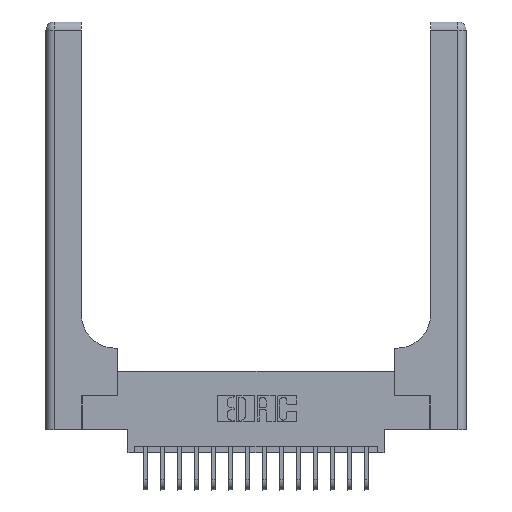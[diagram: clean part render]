
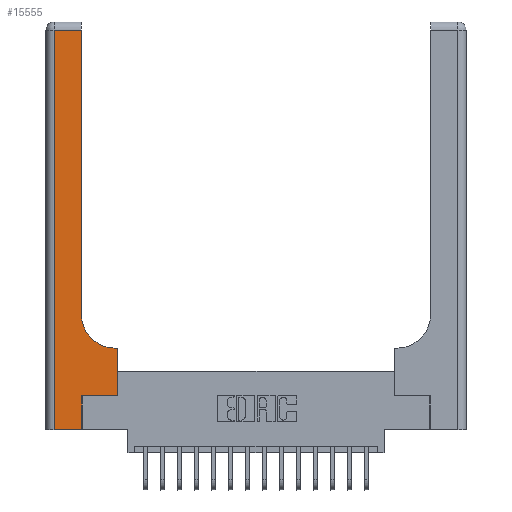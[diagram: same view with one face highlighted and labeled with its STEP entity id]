
A CAD part, top view. The second image highlights one B-rep face of the part: STEP entity #15555.
In plain terms, the highlighted planar face has unit normal (0, 0, 1).
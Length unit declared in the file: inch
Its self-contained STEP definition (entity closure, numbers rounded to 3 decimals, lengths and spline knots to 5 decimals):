
#14 = CARTESIAN_POINT ( 'NONE',  ( 0.26, 0.6, 0.37 ) ) ;
#88 = LINE ( 'NONE', #8236, #15186 ) ;
#173 = LINE ( 'NONE', #4438, #17013 ) ;
#630 = FACE_OUTER_BOUND ( 'NONE', #18178, .T. ) ;
#755 = ORIENTED_EDGE ( 'NONE', *, *, #17679, .T. ) ;
#1056 = ORIENTED_EDGE ( 'NONE', *, *, #16607, .T. ) ;
#1764 = VERTEX_POINT ( 'NONE', #12239 ) ;
#1861 = CARTESIAN_POINT ( 'NONE',  ( 0.528, 0.25, 0.37 ) ) ;
#1903 = ORIENTED_EDGE ( 'NONE', *, *, #2194, .T. ) ;
#2194 = EDGE_CURVE ( 'NONE', #5116, #5936, #88, .T. ) ;
#2336 = EDGE_CURVE ( 'NONE', #18250, #3858, #173, .T. ) ;
#2757 = CARTESIAN_POINT ( 'NONE',  ( 0.528, 0.6, 0.37 ) ) ;
#3154 = VECTOR ( 'NONE', #16944, 39.37008 ) ;
#3156 = VERTEX_POINT ( 'NONE', #17862 ) ;
#3320 = DIRECTION ( 'NONE',  ( 0., 0., -1. ) ) ;
#3323 = CARTESIAN_POINT ( 'NONE',  ( 0.26, 3., 0.37 ) ) ;
#3572 = DIRECTION ( 'NONE',  ( 0., 1., 0. ) ) ;
#3858 = VERTEX_POINT ( 'NONE', #5994 ) ;
#3943 = VERTEX_POINT ( 'NONE', #15691 ) ;
#3984 = CARTESIAN_POINT ( 'NONE',  ( 0., 2.94, 0.37 ) ) ;
#4079 = LINE ( 'NONE', #14, #7155 ) ;
#4371 = ORIENTED_EDGE ( 'NONE', *, *, #17735, .T. ) ;
#4438 = CARTESIAN_POINT ( 'NONE',  ( 0., 0., 0.37 ) ) ;
#4876 = VERTEX_POINT ( 'NONE', #2757 ) ;
#5116 = VERTEX_POINT ( 'NONE', #10360 ) ;
#5391 = AXIS2_PLACEMENT_3D ( 'NONE', #6281, #3320, #6454 ) ;
#5396 = DIRECTION ( 'NONE',  ( -1., 0., 0. ) ) ;
#5730 = DIRECTION ( 'NONE',  ( 1., 0., 0. ) ) ;
#5936 = VERTEX_POINT ( 'NONE', #1861 ) ;
#5994 = CARTESIAN_POINT ( 'NONE',  ( 0.265, 0., 0.37 ) ) ;
#6281 = CARTESIAN_POINT ( 'NONE',  ( 0., 3., 0.37 ) ) ;
#6454 = DIRECTION ( 'NONE',  ( -1., 0., 0. ) ) ;
#6751 = ORIENTED_EDGE ( 'NONE', *, *, #2336, .T. ) ;
#6986 = EDGE_CURVE ( 'NONE', #3858, #5116, #10699, .T. ) ;
#7043 = EDGE_CURVE ( 'NONE', #5936, #4876, #18095, .T. ) ;
#7155 = VECTOR ( 'NONE', #5396, 39.37008 ) ;
#7220 = CARTESIAN_POINT ( 'NONE',  ( 0.51, 0.85, 0.37 ) ) ;
#7402 = CARTESIAN_POINT ( 'NONE',  ( 0.26, 0.85, 0.37 ) ) ;
#7407 = DIRECTION ( 'NONE',  ( 0., 0., -1. ) ) ;
#7475 = VECTOR ( 'NONE', #18229, 39.37008 ) ;
#7661 = PLANE ( 'NONE',  #5391 ) ;
#7729 = EDGE_CURVE ( 'NONE', #3943, #18250, #12873, .T. ) ;
#7850 = VECTOR ( 'NONE', #3572, 39.37008 ) ;
#8236 = CARTESIAN_POINT ( 'NONE',  ( 0.265, 0.25, 0.37 ) ) ;
#8613 = DIRECTION ( 'NONE',  ( 1., 0., 0. ) ) ;
#9073 = VECTOR ( 'NONE', #13827, 39.37008 ) ;
#9134 = CARTESIAN_POINT ( 'NONE',  ( 0.265, 0., 0.37 ) ) ;
#9332 = ORIENTED_EDGE ( 'NONE', *, *, #7043, .T. ) ;
#9667 = CARTESIAN_POINT ( 'NONE',  ( 0.06, 0., 0.37 ) ) ;
#9797 = VECTOR ( 'NONE', #14601, 39.37008 ) ;
#10360 = CARTESIAN_POINT ( 'NONE',  ( 0.265, 0.25, 0.37 ) ) ;
#10699 = LINE ( 'NONE', #9134, #7850 ) ;
#11035 = LINE ( 'NONE', #3984, #7475 ) ;
#11139 = VERTEX_POINT ( 'NONE', #7402 ) ;
#11335 = CARTESIAN_POINT ( 'NONE',  ( 0.528, 0.25, 0.37 ) ) ;
#11654 = DIRECTION ( 'NONE',  ( 1., 0., 0. ) ) ;
#12239 = CARTESIAN_POINT ( 'NONE',  ( 0.26, 2.94, 0.37 ) ) ;
#12873 = LINE ( 'NONE', #17029, #3154 ) ;
#13084 = CIRCLE ( 'NONE', #15133, 0.25 ) ;
#13688 = ORIENTED_EDGE ( 'NONE', *, *, #6986, .T. ) ;
#13759 = ORIENTED_EDGE ( 'NONE', *, *, #7729, .T. ) ;
#13827 = DIRECTION ( 'NONE',  ( 0., 1., 0. ) ) ;
#14601 = DIRECTION ( 'NONE',  ( 0., 1., 0. ) ) ;
#15133 = AXIS2_PLACEMENT_3D ( 'NONE', #7220, #7407, #8613 ) ;
#15186 = VECTOR ( 'NONE', #5730, 39.37008 ) ;
#15491 = ORIENTED_EDGE ( 'NONE', *, *, #15984, .T. ) ;
#15555 = ADVANCED_FACE ( 'NONE', ( #630 ), #7661, .F. ) ;
#15691 = CARTESIAN_POINT ( 'NONE',  ( 0.06, 2.94, 0.37 ) ) ;
#15984 = EDGE_CURVE ( 'NONE', #4876, #3156, #4079, .T. ) ;
#15986 = LINE ( 'NONE', #3323, #9797 ) ;
#16607 = EDGE_CURVE ( 'NONE', #11139, #1764, #15986, .T. ) ;
#16944 = DIRECTION ( 'NONE',  ( 0., -1., 0. ) ) ;
#17013 = VECTOR ( 'NONE', #11654, 39.37008 ) ;
#17029 = CARTESIAN_POINT ( 'NONE',  ( 0.06, 3., 0.37 ) ) ;
#17679 = EDGE_CURVE ( 'NONE', #1764, #3943, #11035, .T. ) ;
#17735 = EDGE_CURVE ( 'NONE', #3156, #11139, #13084, .T. ) ;
#17862 = CARTESIAN_POINT ( 'NONE',  ( 0.51, 0.6, 0.37 ) ) ;
#18095 = LINE ( 'NONE', #11335, #9073 ) ;
#18178 = EDGE_LOOP ( 'NONE', ( #1056, #755, #13759, #6751, #13688, #1903, #9332, #15491, #4371 ) ) ;
#18229 = DIRECTION ( 'NONE',  ( -1., 0., 0. ) ) ;
#18250 = VERTEX_POINT ( 'NONE', #9667 ) ;
